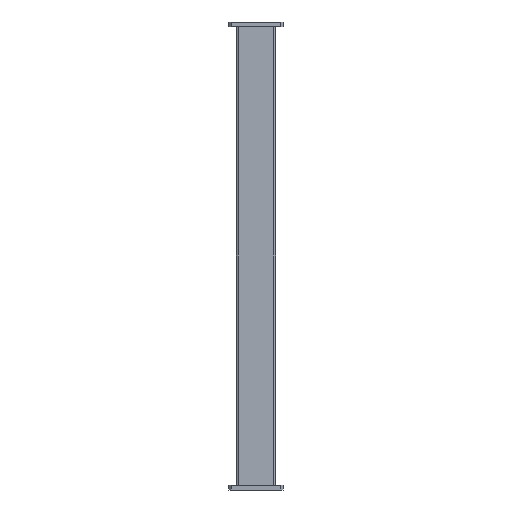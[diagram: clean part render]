
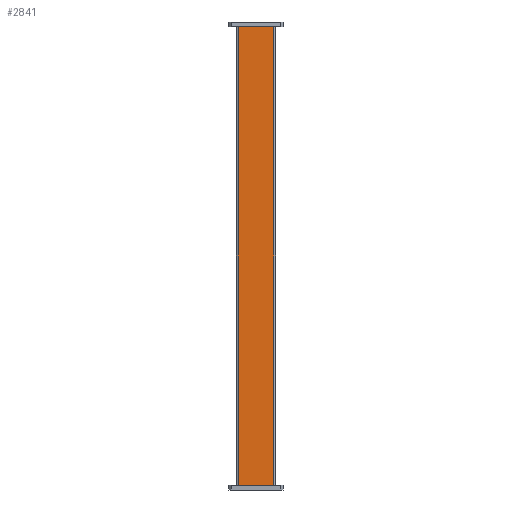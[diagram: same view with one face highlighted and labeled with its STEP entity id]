
A CAD part, front view. The second image highlights one B-rep face of the part: STEP entity #2841.
In plain terms, the highlighted planar face has unit normal (0, -1, 0).
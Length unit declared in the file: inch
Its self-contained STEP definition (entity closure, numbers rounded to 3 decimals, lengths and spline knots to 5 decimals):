
#388 = EDGE_CURVE ( 'NONE', #872, #2500, #534, .T. ) ;
#408 = DIRECTION ( 'NONE',  ( 0., 0., -1. ) ) ;
#534 = LINE ( 'NONE', #3078, #2582 ) ;
#580 = VERTEX_POINT ( 'NONE', #3353 ) ;
#872 = VERTEX_POINT ( 'NONE', #1212 ) ;
#886 = CARTESIAN_POINT ( 'NONE',  ( 1., -0.5, -25.99985 ) ) ;
#925 = VECTOR ( 'NONE', #408, 39.37008 ) ;
#1081 = DIRECTION ( 'NONE',  ( 1., 0., 0. ) ) ;
#1170 = FACE_OUTER_BOUND ( 'NONE', #1286, .T. ) ;
#1208 = LINE ( 'NONE', #3270, #2181 ) ;
#1212 = CARTESIAN_POINT ( 'NONE',  ( -0.9, -0.5, -23.76378 ) ) ;
#1232 = VECTOR ( 'NONE', #1880, 39.37008 ) ;
#1286 = EDGE_LOOP ( 'NONE', ( #2239, #2153, #2456, #1915 ) ) ;
#1609 = CARTESIAN_POINT ( 'NONE',  ( 0.9, -0.5, -23.76378 ) ) ;
#1620 = CARTESIAN_POINT ( 'NONE',  ( 0.9, -0.5, -25.99985 ) ) ;
#1703 = DIRECTION ( 'NONE',  ( 0., 0., 1. ) ) ;
#1706 = CARTESIAN_POINT ( 'NONE',  ( -0.9, -0.5, -25.99985 ) ) ;
#1724 = VERTEX_POINT ( 'NONE', #3100 ) ;
#1880 = DIRECTION ( 'NONE',  ( 0., 0., 1. ) ) ;
#1915 = ORIENTED_EDGE ( 'NONE', *, *, #3467, .T. ) ;
#2153 = ORIENTED_EDGE ( 'NONE', *, *, #2215, .T. ) ;
#2181 = VECTOR ( 'NONE', #3039, 39.37008 ) ;
#2215 = EDGE_CURVE ( 'NONE', #1724, #872, #2267, .T. ) ;
#2239 = ORIENTED_EDGE ( 'NONE', *, *, #2853, .T. ) ;
#2267 = LINE ( 'NONE', #1706, #925 ) ;
#2456 = ORIENTED_EDGE ( 'NONE', *, *, #388, .T. ) ;
#2498 = PLANE ( 'NONE',  #3382 ) ;
#2500 = VERTEX_POINT ( 'NONE', #1609 ) ;
#2551 = DIRECTION ( 'NONE',  ( 0., 1., 0. ) ) ;
#2582 = VECTOR ( 'NONE', #1081, 39.37008 ) ;
#2841 = ADVANCED_FACE ( 'NONE', ( #1170 ), #2498, .F. ) ;
#2853 = EDGE_CURVE ( 'NONE', #580, #1724, #1208, .T. ) ;
#2922 = LINE ( 'NONE', #1620, #1232 ) ;
#3039 = DIRECTION ( 'NONE',  ( -1., 0., 0. ) ) ;
#3078 = CARTESIAN_POINT ( 'NONE',  ( 1., -0.5, -23.76378 ) ) ;
#3100 = CARTESIAN_POINT ( 'NONE',  ( -0.9, -0.5, -0.23622 ) ) ;
#3270 = CARTESIAN_POINT ( 'NONE',  ( 1., -0.5, -0.23622 ) ) ;
#3353 = CARTESIAN_POINT ( 'NONE',  ( 0.9, -0.5, -0.23622 ) ) ;
#3382 = AXIS2_PLACEMENT_3D ( 'NONE', #886, #2551, #1703 ) ;
#3467 = EDGE_CURVE ( 'NONE', #2500, #580, #2922, .T. ) ;
